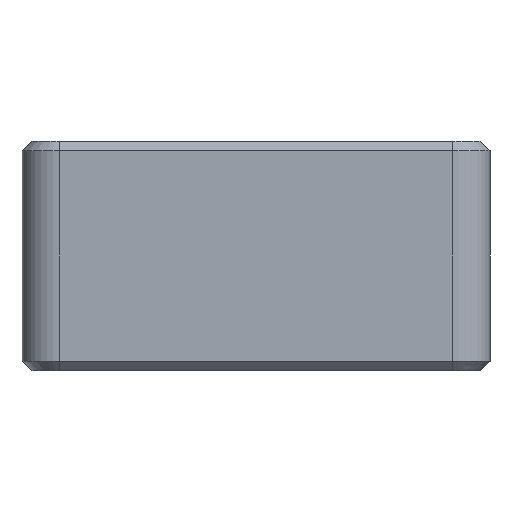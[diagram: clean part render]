
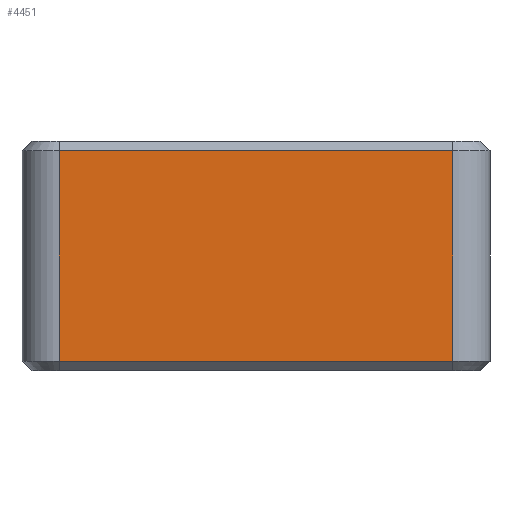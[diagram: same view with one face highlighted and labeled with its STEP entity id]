
A CAD part, left-side view. The second image highlights one B-rep face of the part: STEP entity #4451.
In plain terms, the highlighted planar face has unit normal (-1, 0, 0).
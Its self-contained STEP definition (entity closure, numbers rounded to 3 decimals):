
#200=FACE_OUTER_BOUND('',#467,.T.);
#467=EDGE_LOOP('',(#3021,#3022,#3023,#3024));
#943=LINE('',#6510,#1432);
#951=LINE('',#6539,#1440);
#952=LINE('',#6543,#1441);
#953=LINE('',#6544,#1442);
#1432=VECTOR('',#5178,10.);
#1440=VECTOR('',#5204,10.);
#1441=VECTOR('',#5209,10.);
#1442=VECTOR('',#5210,10.);
#1928=VERTEX_POINT('',#6500);
#1930=VERTEX_POINT('',#6506);
#1940=VERTEX_POINT('',#6538);
#1941=VERTEX_POINT('',#6542);
#2347=EDGE_CURVE('',#1928,#1930,#943,.T.);
#2360=EDGE_CURVE('',#1940,#1930,#951,.T.);
#2362=EDGE_CURVE('',#1928,#1941,#952,.T.);
#2363=EDGE_CURVE('',#1940,#1941,#953,.T.);
#3021=ORIENTED_EDGE('',*,*,#2347,.F.);
#3022=ORIENTED_EDGE('',*,*,#2362,.T.);
#3023=ORIENTED_EDGE('',*,*,#2363,.F.);
#3024=ORIENTED_EDGE('',*,*,#2360,.T.);
#4274=PLANE('',#4739);
#4451=ADVANCED_FACE('',(#200),#4274,.T.);
#4739=AXIS2_PLACEMENT_3D('',#6541,#5207,#5208);
#5178=DIRECTION('',(0.,1.,0.));
#5204=DIRECTION('',(0.,0.,-1.));
#5207=DIRECTION('center_axis',(-1.,0.,0.));
#5208=DIRECTION('ref_axis',(0.,-1.,0.));
#5209=DIRECTION('',(0.,0.,1.));
#5210=DIRECTION('',(0.,-1.,0.));
#6500=CARTESIAN_POINT('',(83.,58.75,1.));
#6506=CARTESIAN_POINT('',(83.,100.75,1.));
#6510=CARTESIAN_POINT('',(83.,92.25,1.));
#6538=CARTESIAN_POINT('',(83.,100.75,23.5));
#6539=CARTESIAN_POINT('',(83.,100.75,22.5));
#6541=CARTESIAN_POINT('Origin',(83.,104.75,0.));
#6542=CARTESIAN_POINT('',(83.,58.75,23.5));
#6543=CARTESIAN_POINT('',(83.,58.75,2.));
#6544=CARTESIAN_POINT('',(83.,92.25,23.5));
